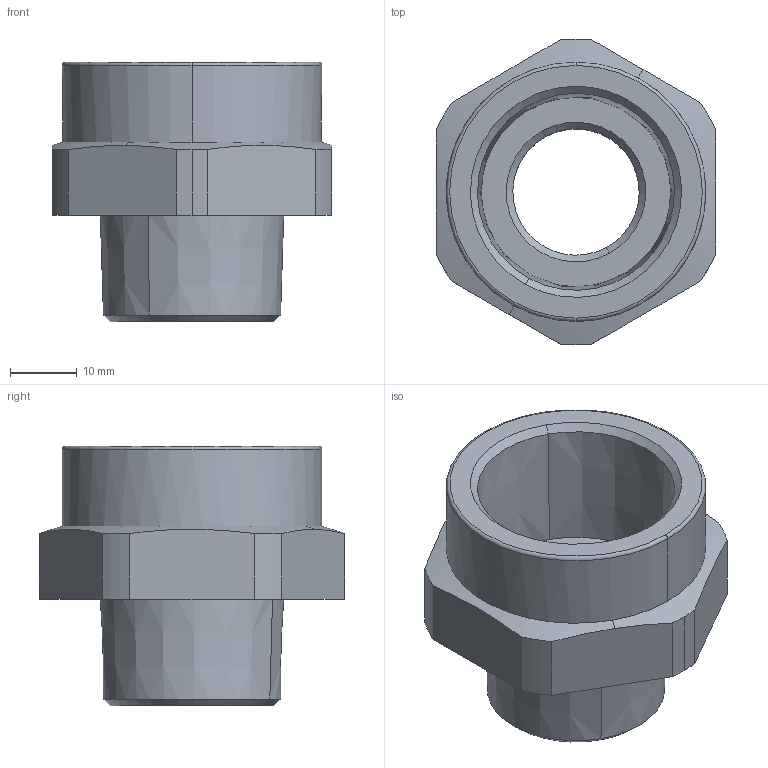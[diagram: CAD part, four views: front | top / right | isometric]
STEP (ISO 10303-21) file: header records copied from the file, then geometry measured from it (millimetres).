
FILE_DESCRIPTION(('CATIA V5 STEP Exchange','CAx-IF Rec.Pracs.--- Model Styling and Organization---1.4--- 2014-01-23'),'2;1');
FILE_NAME ('232139-1_0_1265670000_1265670000.stp','2022-12-19T06:46:32+00:00',('none'),('Weidmueller'),'CATIA Version 5-6 Release 2016 SP3 HF44','CATIA V5 STEP AP214','none');
FILE_SCHEMA(('AUTOMOTIVE_DESIGN { 1 0 10303 214 1 1 1 1 }'));
Length unit declared in the file: millimetre
Products named in the file (1): ADAPS NPT3/4-NPT1-W
Bounding box: 42 x 46 x 39 mm (x, y, z)
Volume: 21229.3 mm3; surface area: 9422 mm2
Topology: 1 solids, 1 shells, 38 faces, 92 edges, 58 vertices
Faces by surface type: cylinder 12, cone 12, plane 10, torus 4
Entity records: 1083 total; most frequent: CARTESIAN_POINT 235, ORIENTED_EDGE 184, DIRECTION 136, EDGE_CURVE 92, AXIS2_PLACEMENT_3D 75, VERTEX_POINT 58, CIRCLE 48, EDGE_LOOP 42
